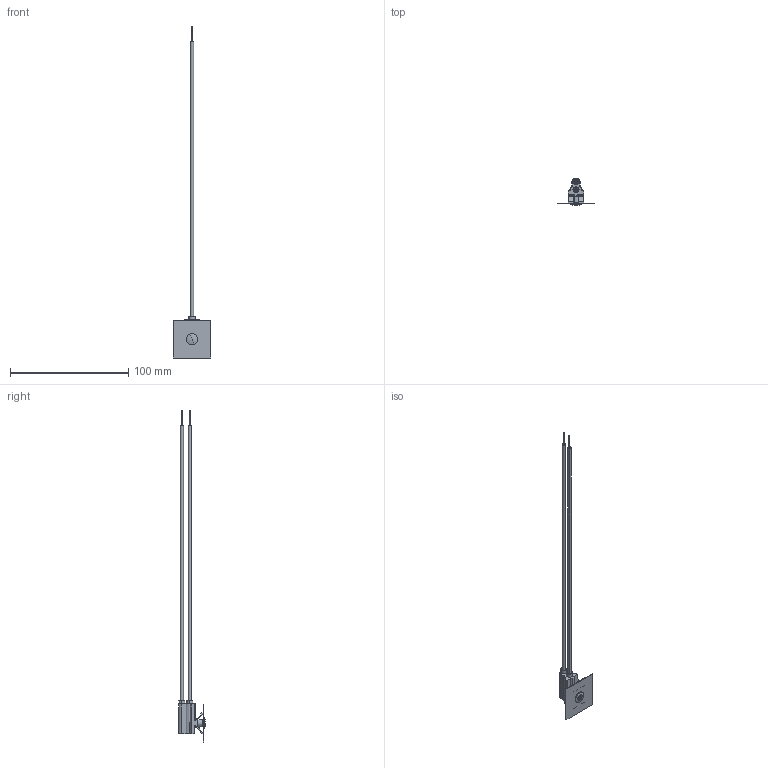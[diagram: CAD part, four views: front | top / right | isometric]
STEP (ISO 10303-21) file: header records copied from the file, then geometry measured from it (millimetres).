
FILE_DESCRIPTION (( 'STEP AP203' ), '1' );
FILE_NAME ('4700A Series.STEP', '2018-05-11T22:51:31', ( '' ), ( '' ), 'SwSTEP 2.0', 'SolidWorks 2016', '' );
FILE_SCHEMA (( 'CONFIG_CONTROL_DESIGN' ));
Length unit declared in the file: inch
Products named in the file (7): E53509-4-A; WP2379_10'''' ; PANEL FOR 4700; LN1160_LN1160 FOR 4700; 4700A Series; 4745-B7387; MT3721-A9709
Assembly tree (8 placements, depth 2):
  4700A Series
    E53509-4-A
    WP2379_10''''   x2
    LN1160_LN1160 FOR 4700
    4745-B7387
    MT3721-A9709  x2
    PANEL FOR 4700
Bounding box: 31.75 x 22.65 x 280.22 mm (x, y, z)
Volume: 5463.2 mm3; surface area: 10306.7 mm2
Topology: 8 solids, 9 shells, 259 faces, 669 edges, 421 vertices
Faces by surface type: plane 93, cylinder 85, cone 47, torus 22, sphere 8, bspline 4
Entity records: 8282 total; most frequent: CARTESIAN_POINT 1979, DIRECTION 1181, ORIENTED_EDGE 1154, EDGE_CURVE 577, AXIS2_PLACEMENT_3D 457, VERTEX_POINT 365, LINE 267, VECTOR 267
